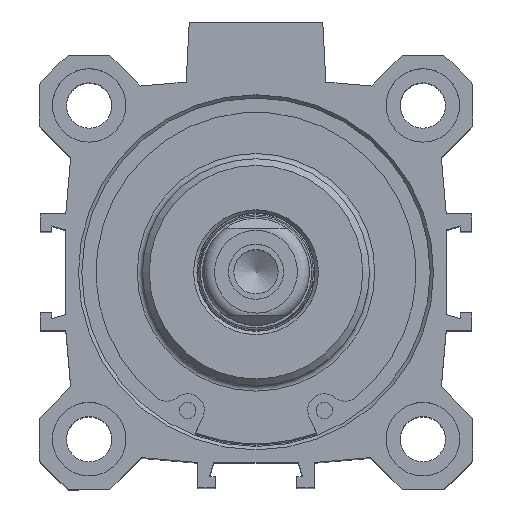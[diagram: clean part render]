
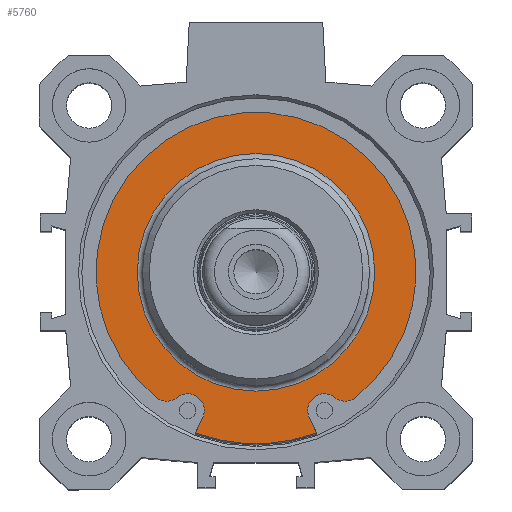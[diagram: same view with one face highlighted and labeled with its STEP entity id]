
A CAD part, top view. The second image highlights one B-rep face of the part: STEP entity #5760.
In plain terms, the highlighted planar face has unit normal (0, 0, 1).
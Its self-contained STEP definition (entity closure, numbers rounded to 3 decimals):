
#4909=CARTESIAN_POINT('',(-14.933,-18.756,64.4));
#4910=VERTEX_POINT('',#4909);
#4917=CARTESIAN_POINT('',(14.933,-18.756,64.4));
#4918=VERTEX_POINT('',#4917);
#4919=CARTESIAN_POINT('',(0.,0.,64.4));
#4920=DIRECTION('',(0.0,0.0,1.0));
#4921=DIRECTION('',(-0.623,0.782,0.0));
#4922=AXIS2_PLACEMENT_3D('',#4919,#4920,#4921);
#4923=CIRCLE('',#4922,23.975);
#4924=EDGE_CURVE('',#4918,#4910,#4923,.T.);
#4949=CARTESIAN_POINT('',(-11.809,-18.748,64.4));
#4950=VERTEX_POINT('',#4949);
#4957=CARTESIAN_POINT('',(-13.376,-16.8,64.4));
#4958=DIRECTION('',(0.0,0.0,1.0));
#4959=DIRECTION('',(0.623,0.782,0.0));
#4960=AXIS2_PLACEMENT_3D('',#4957,#4958,#4959);
#4961=CIRCLE('',#4960,2.5);
#4962=EDGE_CURVE('',#4910,#4950,#4961,.T.);
#4982=CARTESIAN_POINT('',(-7.978,-21.756,64.4));
#4983=VERTEX_POINT('',#4982);
#4990=CARTESIAN_POINT('',(-10.242,-20.696,64.4));
#4991=DIRECTION('',(0.0,0.0,-1.0));
#4992=DIRECTION('',(0.906,-0.424,0.0));
#4993=AXIS2_PLACEMENT_3D('',#4990,#4991,#4992);
#4994=CIRCLE('',#4993,2.5);
#4995=EDGE_CURVE('',#4950,#4983,#4994,.T.);
#5022=CARTESIAN_POINT('',(-9.053,-24.053,64.4));
#5023=VERTEX_POINT('',#5022);
#5030=CARTESIAN_POINT('',(-7.978,-21.756,64.4));
#5031=DIRECTION('',(-0.424,-0.906,0.0));
#5032=VECTOR('',#5031,2.536);
#5033=LINE('',#5030,#5032);
#5034=EDGE_CURVE('',#4983,#5023,#5033,.T.);
#5086=CARTESIAN_POINT('',(7.978,-21.756,64.4));
#5087=VERTEX_POINT('',#5086);
#5094=CARTESIAN_POINT('',(9.053,-24.053,64.4));
#5095=VERTEX_POINT('',#5094);
#5096=CARTESIAN_POINT('',(9.053,-24.053,64.4));
#5097=DIRECTION('',(-0.424,0.906,0.0));
#5098=VECTOR('',#5097,2.536);
#5099=LINE('',#5096,#5098);
#5100=EDGE_CURVE('',#5095,#5087,#5099,.T.);
#5126=CARTESIAN_POINT('',(11.809,-18.748,64.4));
#5127=VERTEX_POINT('',#5126);
#5134=CARTESIAN_POINT('',(10.242,-20.696,64.4));
#5135=DIRECTION('',(0.0,0.0,-1.0));
#5136=DIRECTION('',(0.627,0.779,0.0));
#5137=AXIS2_PLACEMENT_3D('',#5134,#5135,#5136);
#5138=CIRCLE('',#5137,2.5);
#5139=EDGE_CURVE('',#5087,#5127,#5138,.T.);
#5158=CARTESIAN_POINT('',(13.376,-16.8,64.4));
#5159=DIRECTION('',(0.0,0.0,1.0));
#5160=DIRECTION('',(0.627,0.779,0.0));
#5161=AXIS2_PLACEMENT_3D('',#5158,#5159,#5160);
#5162=CIRCLE('',#5161,2.5);
#5163=EDGE_CURVE('',#5127,#4918,#5162,.T.);
#5721=CARTESIAN_POINT('',(0.,0.,64.4));
#5722=DIRECTION('',(0.0,0.0,1.0));
#5723=DIRECTION('',(0.0,1.0,0.0));
#5724=AXIS2_PLACEMENT_3D('',#5721,#5722,#5723);
#5725=CIRCLE('',#5724,25.7);
#5726=EDGE_CURVE('',#5023,#5095,#5725,.T.);
#5734=CARTESIAN_POINT('',(0.,21.75,64.4));
#5735=DIRECTION('',(0.0,0.0,1.0));
#5736=DIRECTION('',(1.0,0.0,0.0));
#5737=AXIS2_PLACEMENT_3D('',#5734,#5735,#5736);
#5738=PLANE('',#5737);
#5739=ORIENTED_EDGE('',*,*,#5034,.T.);
#5740=ORIENTED_EDGE('',*,*,#5726,.T.);
#5741=ORIENTED_EDGE('',*,*,#5100,.T.);
#5742=ORIENTED_EDGE('',*,*,#5139,.T.);
#5743=ORIENTED_EDGE('',*,*,#5163,.T.);
#5744=ORIENTED_EDGE('',*,*,#4924,.T.);
#5745=ORIENTED_EDGE('',*,*,#4962,.T.);
#5746=ORIENTED_EDGE('',*,*,#4995,.T.);
#5747=EDGE_LOOP('',(#5739,#5740,#5741,#5742,#5743,#5744,#5745,#5746));
#5748=FACE_OUTER_BOUND('',#5747,.T.);
#5749=CARTESIAN_POINT('',(0.,17.8,64.4));
#5750=VERTEX_POINT('',#5749);
#5751=CARTESIAN_POINT('',(0.,0.,64.4));
#5752=DIRECTION('',(0.0,0.0,1.0));
#5753=DIRECTION('',(0.0,1.0,0.0));
#5754=AXIS2_PLACEMENT_3D('',#5751,#5752,#5753);
#5755=CIRCLE('',#5754,17.8);
#5756=EDGE_CURVE('',#5750,#5750,#5755,.T.);
#5757=ORIENTED_EDGE('',*,*,#5756,.F.);
#5758=EDGE_LOOP('',(#5757));
#5759=FACE_BOUND('',#5758,.T.);
#5760=ADVANCED_FACE('',(#5748,#5759),#5738,.T.);
